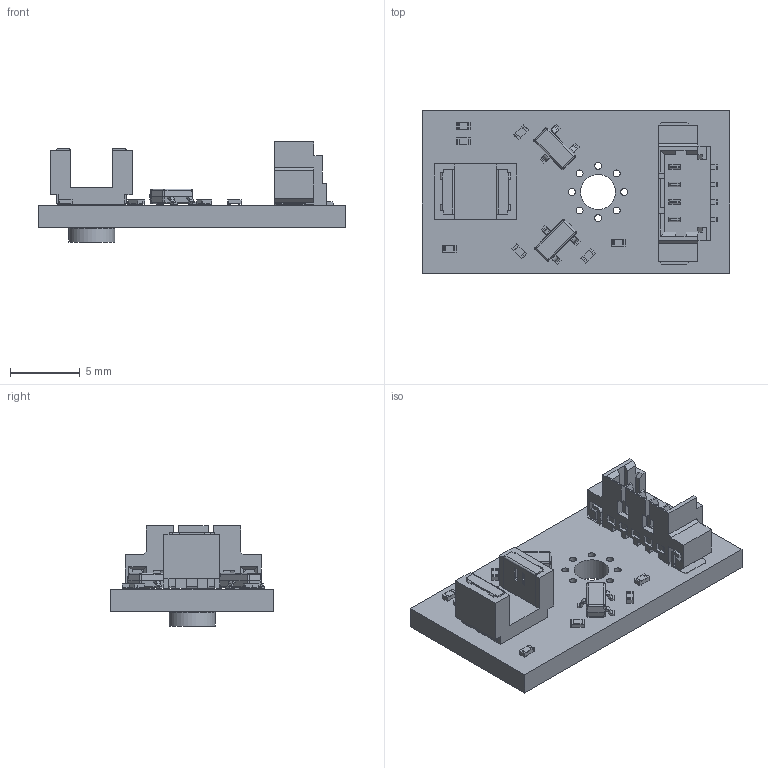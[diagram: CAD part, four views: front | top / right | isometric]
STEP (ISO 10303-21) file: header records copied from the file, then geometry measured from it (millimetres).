
FILE_DESCRIPTION(('KiCad electronic assembly'),'2;1');
FILE_NAME('TCUT13_Limit_Switch_v-2.step','2023-07-19T09:54:18',('Pcbnew' ),('Kicad'),'Open CASCADE STEP processor 7.6', 'KiCad to STEP converter','Unknown');
FILE_SCHEMA(('AUTOMOTIVE_DESIGN { 1 0 10303 214 1 1 1 1 }'));
Length unit declared in the file: millimetre
Products named in the file (12): TCUT13_Limit_Switch_v-2 1; R_0402_1005Metric; SOLID; TO-236AB; COMPOUND; 0533980471--3DModel-STEP-231308; 80284_TCUT1300_TCUT1350_3D_Models; Mounting_Wuerth_WA-SMSI-M1.6_H1mm_9774010633; _autosave-TCUT13_Limit_Switch PCB
Assembly tree (18 placements, depth 3):
  TCUT13_Limit_Switch_v-2 1
    R_0402_1005Metric  x7
      SOLID
    TO-236AB  x2
      COMPOUND
    0533980471--3DModel-STEP-231308
      COMPOUND
    80284_TCUT1300_TCUT1350_3D_Models
      SOLID
    Mounting_Wuerth_WA-SMSI-M1.6_H1mm_9774010633
      SOLID
    _autosave-TCUT13_Limit_Switch PCB
Bounding box: 22 x 11.62 x 7.17 mm (x, y, z)
Volume: 533.2 mm3; surface area: 1153 mm2
Topology: 19 solids, 21 shells, 742 faces, 1973 edges, 1332 vertices
Faces by surface type: plane 581, cylinder 145, bspline 16
Full cylindrical faces by diameter (mm): 0.5 x8, 1.22 x1, 1.9 x1, 2.1 x1, 2.5 x1, 3.3 x1
Entity records: 34909 total; most frequent: CARTESIAN_POINT 6838, DIRECTION 5077, LINE 3729, VECTOR 3729, ORIENTED_EDGE 2644, PCURVE 2644, DEFINITIONAL_REPRESENTATION 2644, EDGE_CURVE 1322
